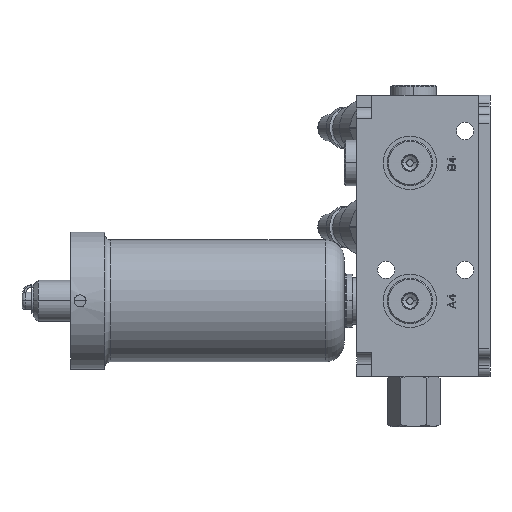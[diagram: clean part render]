
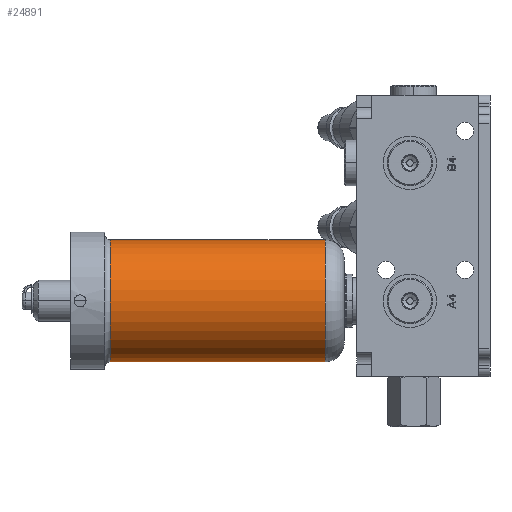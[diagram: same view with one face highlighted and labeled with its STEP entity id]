
A CAD part, left-side view. The second image highlights one B-rep face of the part: STEP entity #24891.
In plain terms, the highlighted cylindrical face has radius 25.4 mm (diameter 50.8 mm), a partial arc.
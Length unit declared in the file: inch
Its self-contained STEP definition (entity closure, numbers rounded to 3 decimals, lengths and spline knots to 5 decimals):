
#1310=CARTESIAN_POINT('',(0.,6.04092,-1.068));
#1311=DIRECTION('',(0.,1.,0.));
#1312=DIRECTION('',(0.,0.,-1.));
#1313=AXIS2_PLACEMENT_3D('',#1310,#1311,#1312);
#1330=DIRECTION('',(0.,1.,0.));
#1331=VECTOR('',#1330,3.526);
#1332=CARTESIAN_POINT('',(0.,2.51492,-2.068));
#1333=LINE('',#1332,#1331);
#1339=DIRECTION('',(0.,1.,0.));
#1340=VECTOR('',#1339,3.526);
#1341=CARTESIAN_POINT('',(0.,2.51492,-0.068));
#1342=LINE('',#1341,#1340);
#1343=CARTESIAN_POINT('',(0.,2.51492,-1.068));
#1344=DIRECTION('',(0.,1.,0.));
#1345=DIRECTION('',(0.,0.,-1.));
#1346=AXIS2_PLACEMENT_3D('',#1343,#1344,#1345);
#23087=CARTESIAN_POINT('',(0.,2.51492,-2.068));
#23089=VERTEX_POINT('',#23087);
#23090=CARTESIAN_POINT('',(0.,6.04092,-2.068));
#23091=VERTEX_POINT('',#23090);
#23111=CARTESIAN_POINT('',(0.,2.51492,-0.068));
#23113=VERTEX_POINT('',#23111);
#23114=CARTESIAN_POINT('',(0.,6.04092,-0.068));
#23115=VERTEX_POINT('',#23114);
#24879=CARTESIAN_POINT('',(0.,1.42812,-1.068));
#24880=DIRECTION('',(0.,1.,0.));
#24881=DIRECTION('',(0.,0.,-1.));
#24882=AXIS2_PLACEMENT_3D('',#24879,#24880,#24881);
#24883=CYLINDRICAL_SURFACE('',#24882,1.);
#24884=ORIENTED_EDGE('',*,*,#24869,.T.);
#24885=ORIENTED_EDGE('',*,*,#24846,.T.);
#24886=ORIENTED_EDGE('',*,*,#24873,.F.);
#24888=ORIENTED_EDGE('',*,*,#24887,.F.);
#24889=EDGE_LOOP('',(#24884,#24885,#24886,#24888));
#24890=FACE_OUTER_BOUND('',#24889,.F.);
#24891=ADVANCED_FACE('',(#24890),#24883,.T.);
#1314=CIRCLE('',#1313,1.);
#1347=CIRCLE('',#1346,1.);
#24846=EDGE_CURVE('',#23091,#23115,#1314,.T.);
#24869=EDGE_CURVE('',#23089,#23091,#1333,.T.);
#24873=EDGE_CURVE('',#23113,#23115,#1342,.T.);
#24887=EDGE_CURVE('',#23089,#23113,#1347,.T.);
